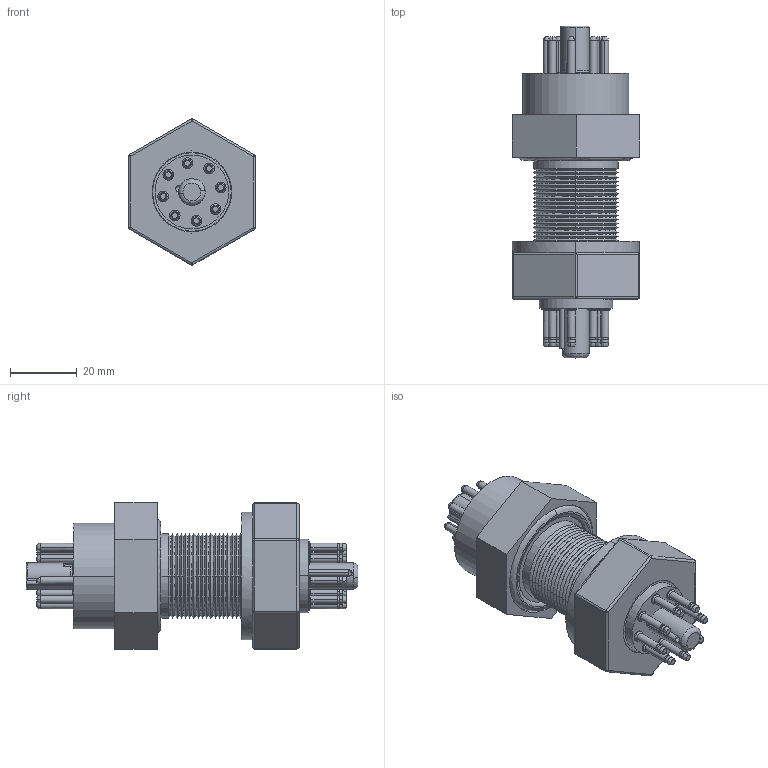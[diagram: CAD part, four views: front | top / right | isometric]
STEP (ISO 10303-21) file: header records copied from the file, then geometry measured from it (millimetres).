
FILE_DESCRIPTION (( 'STEP AP203' ), '1' );
FILE_NAME ('A3533-1-BP.STEP', '2013-04-12T13:20:27', ( '' ), ( '' ), 'SwSTEP 2.0', 'SolidWorks 2012', '' );
FILE_SCHEMA (( 'CONFIG_CONTROL_DESIGN' ));
Length unit declared in the file: inch
Products named in the file (1): A3533-1-BP
Bounding box: 38.21 x 99.49 x 43.99 mm (x, y, z)
Volume: 59606.6 mm3; surface area: 20554.6 mm2
Topology: 1 solids, 19 shells, 624 faces, 1568 edges, 970 vertices
Faces by surface type: cylinder 218, cone 200, plane 116, bspline 90
Entity records: 20534 total; most frequent: CARTESIAN_POINT 5318, DIRECTION 3494, ORIENTED_EDGE 3066, EDGE_CURVE 1533, AXIS2_PLACEMENT_3D 1482, VERTEX_POINT 970, CIRCLE 947, EDGE_LOOP 673
